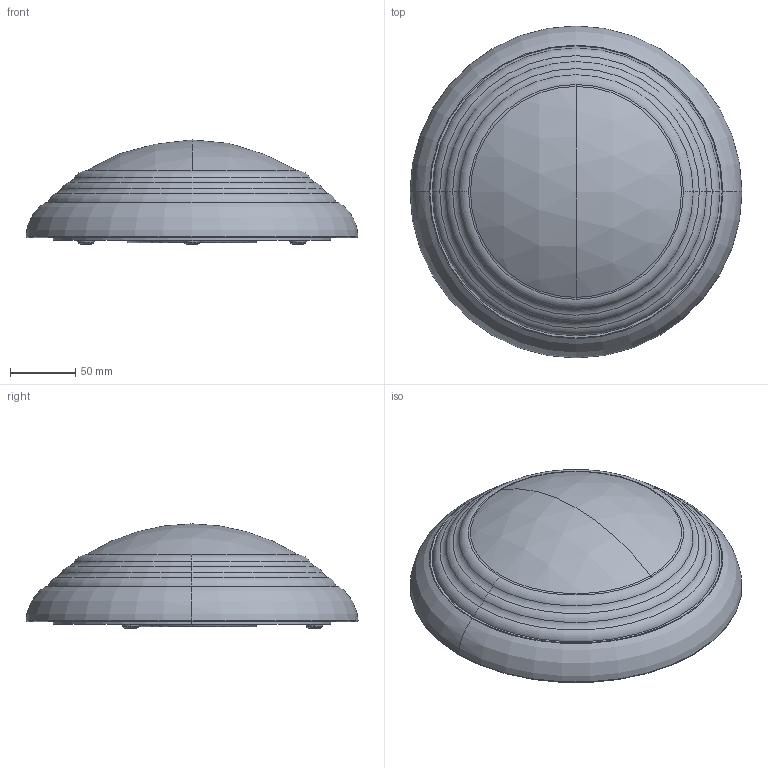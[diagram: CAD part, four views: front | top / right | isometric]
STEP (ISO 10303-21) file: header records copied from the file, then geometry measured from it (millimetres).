
FILE_DESCRIPTION (( 'STEP AP214' ), '1' );
FILE_NAME ('LLPO0-3019-2-09-K01 Ñâåòèëüíèê ËÏÎ3019 2x9Âò 230Â G23 IP44 ÈÝÊ.STEP', '2017-07-04T12:37:28', ( '' ), ( '' ), 'SwSTEP 2.0', 'SolidWorks 2014', '' );
FILE_SCHEMA (( 'AUTOMOTIVE_DESIGN' ));
Length unit declared in the file: millimetre
Products named in the file (1): LLPO0-3019-2-09-K01 Ñâåòèëüíèê ËÏÎ3019 2x9Âò 230Â G23 IP44 ÈÝÊ
Bounding box: 254.97 x 254.97 x 80 mm (x, y, z)
Volume: 2103838.3 mm3; surface area: 156586.9 mm2
Topology: 1 solids, 1 shells, 79 faces, 168 edges, 105 vertices
Faces by surface type: torus 30, plane 23, cylinder 18, cone 6, sphere 2
Entity records: 2208 total; most frequent: DIRECTION 448, CARTESIAN_POINT 353, ORIENTED_EDGE 336, AXIS2_PLACEMENT_3D 200, EDGE_CURVE 168, CIRCLE 120, VERTEX_POINT 105, EDGE_LOOP 93
